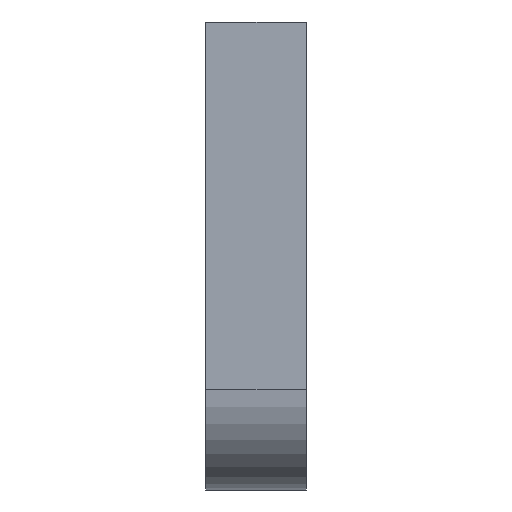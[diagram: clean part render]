
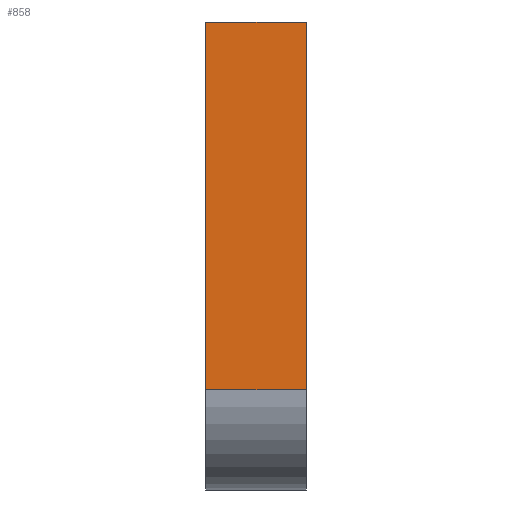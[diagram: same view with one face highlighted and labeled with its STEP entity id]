
A CAD part, left-side view. The second image highlights one B-rep face of the part: STEP entity #858.
In plain terms, the highlighted planar face has unit normal (-1, 0, 0).
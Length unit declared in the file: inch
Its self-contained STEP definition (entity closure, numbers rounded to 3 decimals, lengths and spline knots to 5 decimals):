
#23 = EDGE_CURVE ( 'NONE', #913, #419, #426, .T. ) ;
#42 = VECTOR ( 'NONE', #164, 39.37008 ) ;
#49 = DIRECTION ( 'NONE',  ( 0., 0., 1. ) ) ;
#53 = DIRECTION ( 'NONE',  ( -1., 0., 0. ) ) ;
#58 = CARTESIAN_POINT ( 'NONE',  ( -0.84, 0., -1.12 ) ) ;
#66 = PLANE ( 'NONE',  #749 ) ;
#73 = ORIENTED_EDGE ( 'NONE', *, *, #489, .T. ) ;
#87 = CARTESIAN_POINT ( 'NONE',  ( -0.84, 0., 0. ) ) ;
#164 = DIRECTION ( 'NONE',  ( 0., -1., 0. ) ) ;
#174 = CARTESIAN_POINT ( 'NONE',  ( -0.84, 0., -1.12 ) ) ;
#196 = VECTOR ( 'NONE', #590, 39.37008 ) ;
#239 = LINE ( 'NONE', #174, #42 ) ;
#289 = EDGE_CURVE ( 'NONE', #663, #334, #640, .T. ) ;
#319 = FACE_OUTER_BOUND ( 'NONE', #429, .T. ) ;
#325 = VECTOR ( 'NONE', #948, 39.37008 ) ;
#331 = EDGE_CURVE ( 'NONE', #419, #334, #551, .T. ) ;
#334 = VERTEX_POINT ( 'NONE', #601 ) ;
#390 = CARTESIAN_POINT ( 'NONE',  ( -0.84, 0., -0.6603 ) ) ;
#414 = VECTOR ( 'NONE', #783, 39.37008 ) ;
#419 = VERTEX_POINT ( 'NONE', #390 ) ;
#426 = LINE ( 'NONE', #907, #325 ) ;
#429 = EDGE_LOOP ( 'NONE', ( #896, #73, #493, #818 ) ) ;
#489 = EDGE_CURVE ( 'NONE', #663, #913, #239, .T. ) ;
#493 = ORIENTED_EDGE ( 'NONE', *, *, #23, .T. ) ;
#551 = LINE ( 'NONE', #618, #196 ) ;
#590 = DIRECTION ( 'NONE',  ( 0., 1., 0. ) ) ;
#601 = CARTESIAN_POINT ( 'NONE',  ( -0.84, 0.125, -0.6603 ) ) ;
#618 = CARTESIAN_POINT ( 'NONE',  ( -0.84, 0., -0.6603 ) ) ;
#640 = LINE ( 'NONE', #734, #414 ) ;
#649 = CARTESIAN_POINT ( 'NONE',  ( -0.84, 0.125, -1.12 ) ) ;
#663 = VERTEX_POINT ( 'NONE', #649 ) ;
#734 = CARTESIAN_POINT ( 'NONE',  ( -0.84, 0.125, 0. ) ) ;
#749 = AXIS2_PLACEMENT_3D ( 'NONE', #87, #53, #49 ) ;
#783 = DIRECTION ( 'NONE',  ( 0., 0., 1. ) ) ;
#818 = ORIENTED_EDGE ( 'NONE', *, *, #331, .T. ) ;
#858 = ADVANCED_FACE ( 'NONE', ( #319 ), #66, .T. ) ;
#896 = ORIENTED_EDGE ( 'NONE', *, *, #289, .F. ) ;
#907 = CARTESIAN_POINT ( 'NONE',  ( -0.84, 0., 0. ) ) ;
#913 = VERTEX_POINT ( 'NONE', #58 ) ;
#948 = DIRECTION ( 'NONE',  ( 0., 0., 1. ) ) ;
